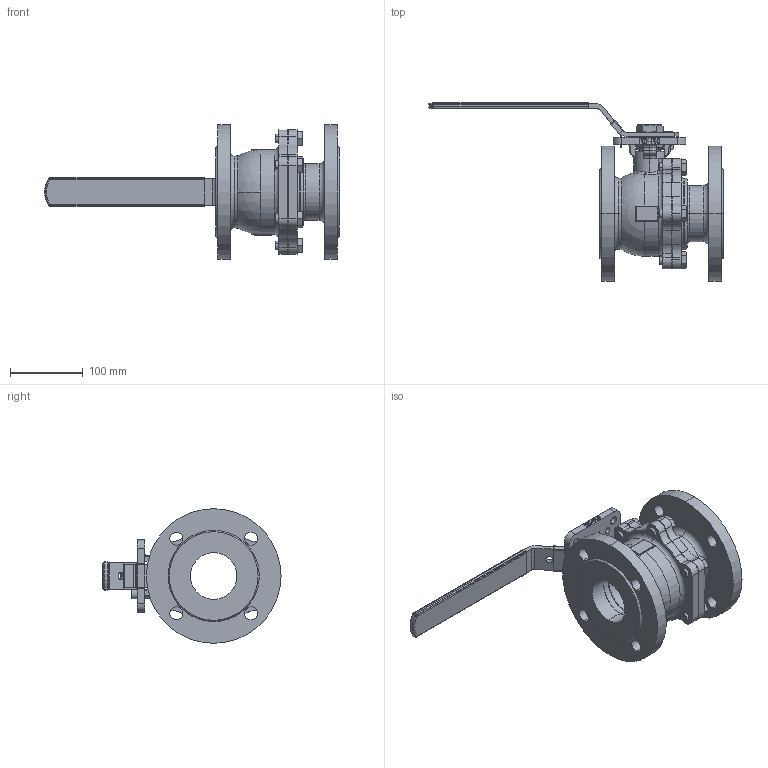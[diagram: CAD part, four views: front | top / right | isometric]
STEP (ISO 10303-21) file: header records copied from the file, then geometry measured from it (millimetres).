
FILE_DESCRIPTION (( 'STEP AP203' ), '1' );
FILE_NAME ('L62065²Õ¦X¥ó.STEP', '2016-11-15T06:18:48', ( '' ), ( '' ), 'SwSTEP 2.0', 'SolidWorks 2012', '' );
FILE_SCHEMA (( 'CONFIG_CONTROL_DESIGN' ));
Length unit declared in the file: millimetre
Products named in the file (20): L62065組合件; OR06; SN03; SS05; PV37; HN34; HE34; TW19; SX32; SN11; SX12; PS15; SM41; MP14; SP17; ST86; BL62065; BP155; AL62065; BL41
Assembly tree (27 placements, depth 2):
  L62065組合件
    BL41
    AL62065
    BP155
    BL62065
    ST86  x2
    SP17
    MP14
    SM41
    PS15
    SX12  x2
    SN11  x2
    SX32
    TW19
    HE34
    HN34  x6
    PV37
    SS05
    SN03
    OR06
Bounding box: 405.17 x 244.66 x 185 mm (x, y, z)
Volume: 1845728.6 mm3; surface area: 456109.1 mm2
Topology: 27 solids, 27 shells, 927 faces, 2348 edges, 1487 vertices
Faces by surface type: plane 384, cylinder 278, cone 122, bspline 83, torus 46, sphere 14
Entity records: 32686 total; most frequent: CARTESIAN_POINT 10940, ORIENTED_EDGE 4092, DIRECTION 3993, EDGE_CURVE 2046, AXIS2_PLACEMENT_3D 1502, VERTEX_POINT 1315, LINE 989, VECTOR 989
